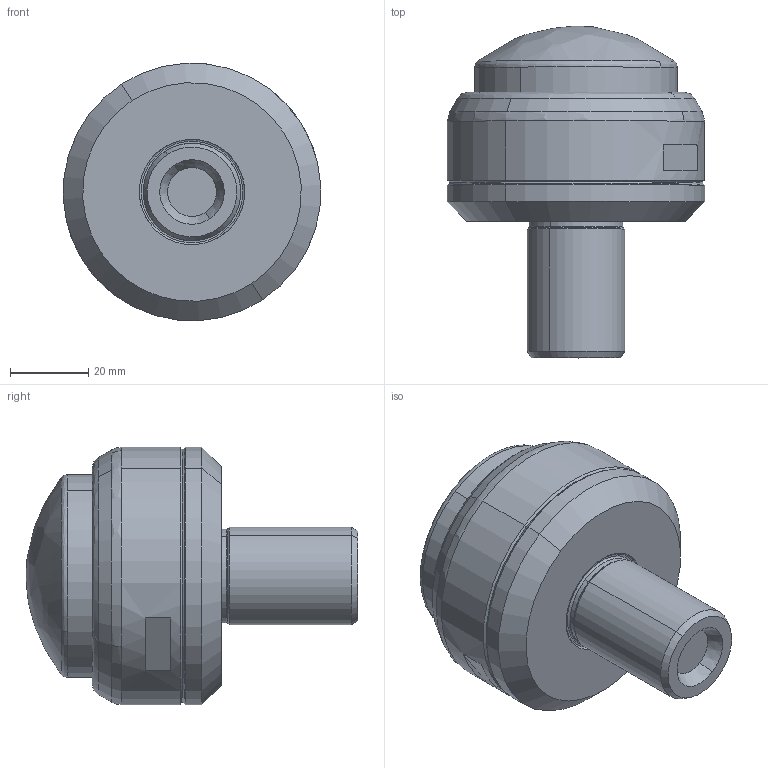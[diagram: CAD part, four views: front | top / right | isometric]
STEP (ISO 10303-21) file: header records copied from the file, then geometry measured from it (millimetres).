
FILE_DESCRIPTION (( 'STEP AP203' ), '1' );
FILE_NAME ('R40_S25.STEP', '2024-04-15T10:44:25', ( '' ), ( '' ), 'SwSTEP 2.0', 'SolidWorks 2023', '' );
FILE_SCHEMA (( 'CONFIG_CONTROL_DESIGN' ));
Length unit declared in the file: millimetre
Products named in the file (1): R40_S25
Bounding box: 65.9 x 84.99 x 65.9 mm (x, y, z)
Volume: 150751.3 mm3; surface area: 16867.2 mm2
Topology: 1 solids, 1 shells, 51 faces, 114 edges, 72 vertices
Faces by surface type: cone 16, bspline 13, plane 12, cylinder 10
Entity records: 1860 total; most frequent: CARTESIAN_POINT 643, DIRECTION 260, ORIENTED_EDGE 228, EDGE_CURVE 114, AXIS2_PLACEMENT_3D 113, CIRCLE 74, VERTEX_POINT 72, EDGE_LOOP 58
